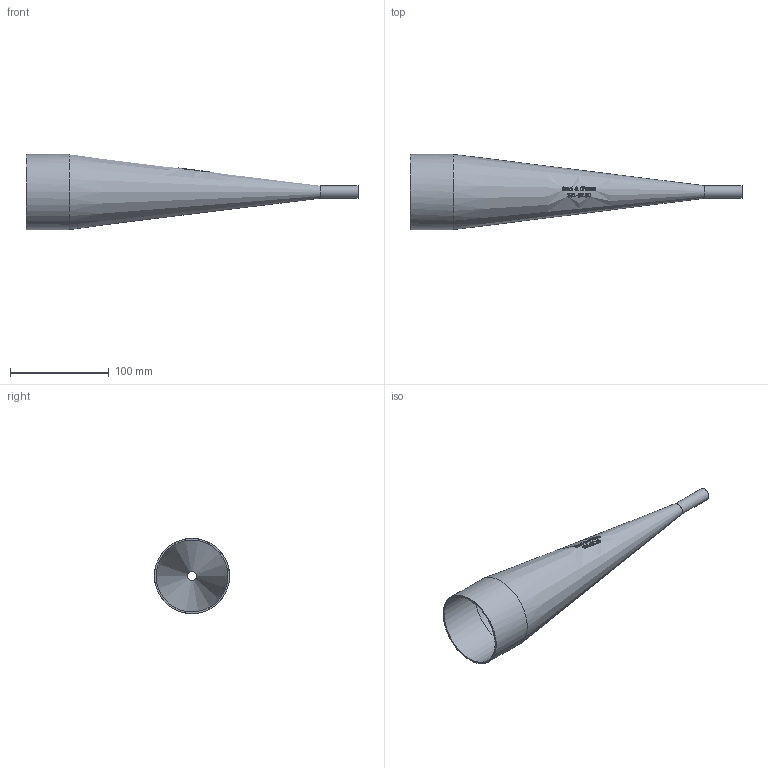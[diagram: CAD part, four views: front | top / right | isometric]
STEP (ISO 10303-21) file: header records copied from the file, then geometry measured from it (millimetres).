
FILE_DESCRIPTION(/* description */ (''),/* implementation_level */ '2;1');
FILE_NAME(/* name */ 'S31-3X.50.stp',/* time_stamp */ '2018-11-28T16:08:24-05:00',/* author */ ('rick'),/* organization */ (''),/* preprocessor_version */ 'ST-DEVELOPER v15.2',/* originating_system */ 'Autodesk Inventor 2014',/* authorisation */ '');
FILE_SCHEMA (('AUTOMOTIVE_DESIGN { 1 0 10303 214 3 1 1 }'));
Length unit declared in the file: inch
Products named in the file (1): S31-3X.50
Bounding box: 336.55 x 76.2 x 76.2 mm (x, y, z)
Volume: 75746.9 mm3; surface area: 92786.8 mm2
Topology: 1 solids, 1 shells, 376 faces, 1026 edges, 684 vertices
Faces by surface type: bspline 199, plane 139, cone 34, cylinder 4
Full cylindrical faces by diameter (mm): 9.398 x1, 12.7 x1, 72.898 x1, 76.2 x1
Entity records: 15359 total; most frequent: CARTESIAN_POINT 7064, ORIENTED_EDGE 2032, DIRECTION 1120, EDGE_CURVE 1016, VERTEX_POINT 680, LINE 460, VECTOR 460, EDGE_LOOP 416
